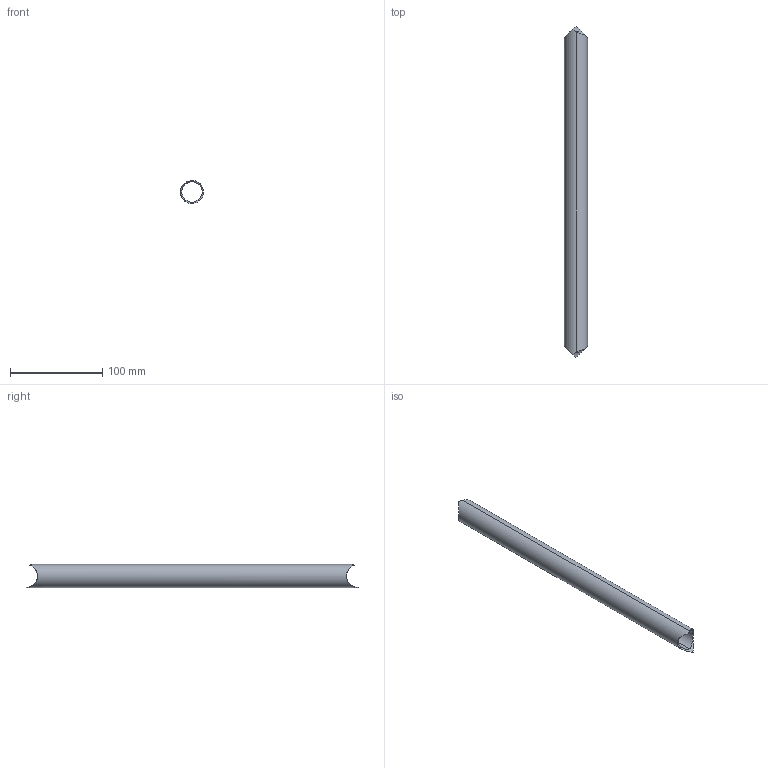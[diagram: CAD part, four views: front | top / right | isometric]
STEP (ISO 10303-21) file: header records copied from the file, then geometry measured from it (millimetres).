
FILE_DESCRIPTION(('STEP AP214'),'1');
FILE_NAME('105.stp','2018-02-08T14:39:36',(' '),(' '),'Spatial InterOp 3D',' ',' ');
FILE_SCHEMA(('automotive_design'));
Length unit declared in the file: metre
Products named in the file (1): Corps1
Bounding box: 25 x 360 x 25 mm (x, y, z)
Volume: 37829.3 mm3; surface area: 50798.2 mm2
Topology: 1 solids, 1 shells, 12 faces, 36 edges, 24 vertices
Faces by surface type: cylinder 12
Entity records: 1067 total; most frequent: CARTESIAN_POINT 653, ORIENTED_EDGE 72, DIRECTION 46, EDGE_CURVE 36, VERTEX_POINT 24, B_SPLINE_CURVE_WITH_KNOTS 22, AXIS2_PLACEMENT_3D 19, STYLED_ITEM 13
